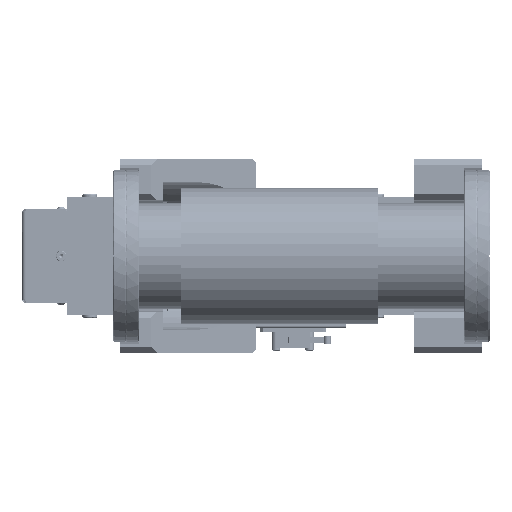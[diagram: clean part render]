
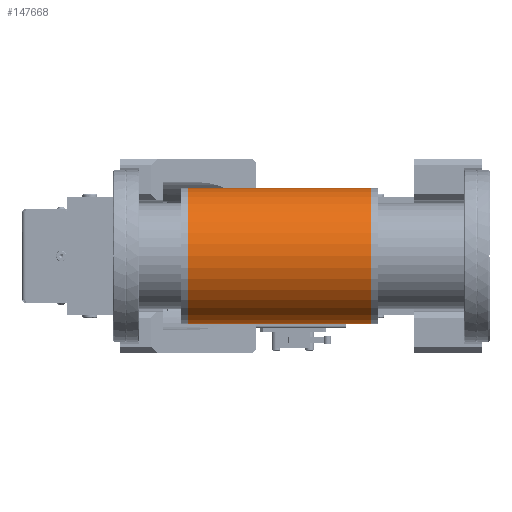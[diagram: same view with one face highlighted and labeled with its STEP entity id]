
A CAD part, left-side view. The second image highlights one B-rep face of the part: STEP entity #147668.
In plain terms, the highlighted cylindrical face has radius 45 mm (diameter 90 mm), a partial arc.
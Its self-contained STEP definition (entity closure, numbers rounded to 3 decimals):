
#20433 = DIRECTION ( 'NONE',  ( 0., 1., 0. ) ) ;
#21556 = CIRCLE ( 'NONE', #152376, 45. ) ;
#49523 = CYLINDRICAL_SURFACE ( 'NONE', #113385, 45. ) ;
#51133 = DIRECTION ( 'NONE',  ( 0., 1., 0. ) ) ;
#71647 = VERTEX_POINT ( 'NONE', #158835 ) ;
#74762 = CARTESIAN_POINT ( 'NONE',  ( 0., 73.9, 0. ) ) ;
#78493 = DIRECTION ( 'NONE',  ( 0., -1., 0. ) ) ;
#92211 = DIRECTION ( 'NONE',  ( 0., 0., 1. ) ) ;
#104415 = CARTESIAN_POINT ( 'NONE',  ( 0., 73.9, 45. ) ) ;
#108968 = VERTEX_POINT ( 'NONE', #149403 ) ;
#113385 = AXIS2_PLACEMENT_3D ( 'NONE', #143543, #20433, #126631 ) ;
#114580 = CIRCLE ( 'NONE', #211408, 45. ) ;
#119332 = LINE ( 'NONE', #104415, #206386 ) ;
#126631 = DIRECTION ( 'NONE',  ( 0., 0., 1. ) ) ;
#138561 = CARTESIAN_POINT ( 'NONE',  ( 0., 73.9, -45. ) ) ;
#143543 = CARTESIAN_POINT ( 'NONE',  ( 0., 73.9, 0. ) ) ;
#147338 = ORIENTED_EDGE ( 'NONE', *, *, #197746, .T. ) ;
#147668 = ADVANCED_FACE ( 'NONE', ( #159085 ), #49523, .T. ) ;
#149403 = CARTESIAN_POINT ( 'NONE',  ( 0., 194.9, 45. ) ) ;
#151228 = ORIENTED_EDGE ( 'NONE', *, *, #171796, .T. ) ;
#152376 = AXIS2_PLACEMENT_3D ( 'NONE', #182942, #78493, #200426 ) ;
#158835 = CARTESIAN_POINT ( 'NONE',  ( 0., 194.9, -45. ) ) ;
#159085 = FACE_OUTER_BOUND ( 'NONE', #193138, .T. ) ;
#164635 = VECTOR ( 'NONE', #51133, 1000. ) ;
#168798 = EDGE_CURVE ( 'NONE', #192616, #71647, #216170, .T. ) ;
#168890 = CARTESIAN_POINT ( 'NONE',  ( 0., 73.9, -45. ) ) ;
#171796 = EDGE_CURVE ( 'NONE', #199487, #108968, #119332, .T. ) ;
#182942 = CARTESIAN_POINT ( 'NONE',  ( 0., 194.9, 0. ) ) ;
#186822 = ORIENTED_EDGE ( 'NONE', *, *, #196097, .T. ) ;
#189670 = ORIENTED_EDGE ( 'NONE', *, *, #168798, .F. ) ;
#192616 = VERTEX_POINT ( 'NONE', #168890 ) ;
#192682 = DIRECTION ( 'NONE',  ( 0., 1., 0. ) ) ;
#193138 = EDGE_LOOP ( 'NONE', ( #189670, #186822, #151228, #147338 ) ) ;
#196097 = EDGE_CURVE ( 'NONE', #192616, #199487, #114580, .T. ) ;
#196642 = DIRECTION ( 'NONE',  ( 0., 1., 0. ) ) ;
#197746 = EDGE_CURVE ( 'NONE', #108968, #71647, #21556, .T. ) ;
#199487 = VERTEX_POINT ( 'NONE', #216854 ) ;
#200426 = DIRECTION ( 'NONE',  ( 0., 0., 1. ) ) ;
#206386 = VECTOR ( 'NONE', #192682, 1000. ) ;
#211408 = AXIS2_PLACEMENT_3D ( 'NONE', #74762, #196642, #92211 ) ;
#216170 = LINE ( 'NONE', #138561, #164635 ) ;
#216854 = CARTESIAN_POINT ( 'NONE',  ( 0., 73.9, 45. ) ) ;
